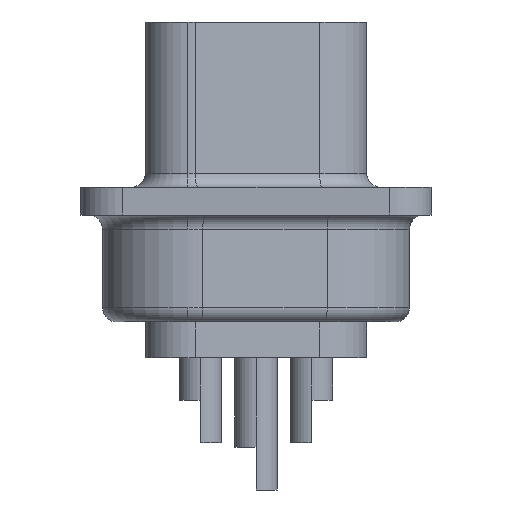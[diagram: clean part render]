
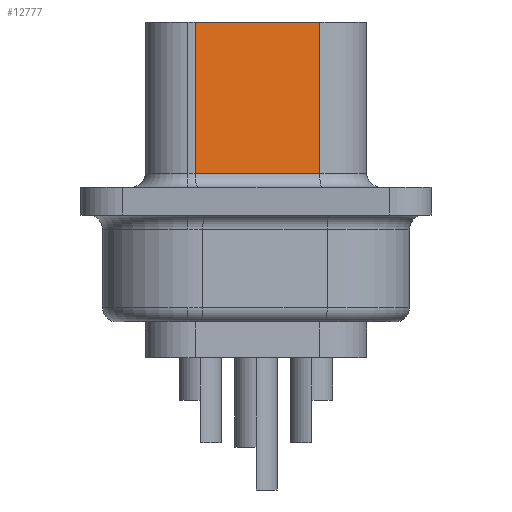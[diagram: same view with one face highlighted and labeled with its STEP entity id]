
A CAD part, left-side view. The second image highlights one B-rep face of the part: STEP entity #12777.
In plain terms, the highlighted planar face has unit normal (-0.985, -0.174, 0).
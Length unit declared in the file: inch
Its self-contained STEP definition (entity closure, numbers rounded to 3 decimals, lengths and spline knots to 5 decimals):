
#2405 = VERTEX_POINT ( 'NONE', #19889 ) ;
#2410 = VERTEX_POINT ( 'NONE', #19874 ) ;
#2412 = EDGE_CURVE ( 'NONE', #2405, #2410, #19873, .T. ) ;
#12507 = EDGE_CURVE ( 'NONE', #2405, #12508, #22110, .T. ) ;
#12508 = VERTEX_POINT ( 'NONE', #22106 ) ;
#12777 = ADVANCED_FACE ( 'NONE', ( #22849 ), #22844, .F. ) ;
#12778 = EDGE_LOOP ( 'NONE', ( #12781, #12782, #12785, #12787 ) ) ;
#12781 = ORIENTED_EDGE ( 'NONE', *, *, #2412, .T. ) ;
#12782 = ORIENTED_EDGE ( 'NONE', *, *, #12783, .T. ) ;
#12783 = EDGE_CURVE ( 'NONE', #2410, #12784, #22838, .T. ) ;
#12784 = VERTEX_POINT ( 'NONE', #22833 ) ;
#12785 = ORIENTED_EDGE ( 'NONE', *, *, #12786, .F. ) ;
#12786 = EDGE_CURVE ( 'NONE', #12508, #12784, #22832, .T. ) ;
#12787 = ORIENTED_EDGE ( 'NONE', *, *, #12507, .F. ) ;
#19870 = DIRECTION ( 'NONE',  ( 0., 0., -1. ) ) ;
#19871 = VECTOR ( 'NONE', #19870, 39.37008 ) ;
#19872 = CARTESIAN_POINT ( 'NONE',  ( -1.08, 0.08508, 0.2515 ) ) ;
#19873 = LINE ( 'NONE', #19872, #19871 ) ;
#19874 = CARTESIAN_POINT ( 'NONE',  ( -1.08, 0.08508, 0.0395 ) ) ;
#19889 = CARTESIAN_POINT ( 'NONE',  ( -1.08, 0.08508, 0.2515 ) ) ;
#22106 = CARTESIAN_POINT ( 'NONE',  ( -1.04924, -0.08939, 0.2515 ) ) ;
#22107 = DIRECTION ( 'NONE',  ( 0.174, -0.985, 0. ) ) ;
#22108 = VECTOR ( 'NONE', #22107, 39.37008 ) ;
#22109 = CARTESIAN_POINT ( 'NONE',  ( -1.08, 0.08508, 0.2515 ) ) ;
#22110 = LINE ( 'NONE', #22109, #22108 ) ;
#22829 = DIRECTION ( 'NONE',  ( 0., 0., -1. ) ) ;
#22830 = VECTOR ( 'NONE', #22829, 39.37008 ) ;
#22831 = CARTESIAN_POINT ( 'NONE',  ( -1.04924, -0.08939, 0.2515 ) ) ;
#22832 = LINE ( 'NONE', #22831, #22830 ) ;
#22833 = CARTESIAN_POINT ( 'NONE',  ( -1.04924, -0.08939, 0.0395 ) ) ;
#22835 = DIRECTION ( 'NONE',  ( 0.174, -0.985, 0. ) ) ;
#22836 = VECTOR ( 'NONE', #22835, 39.37008 ) ;
#22837 = CARTESIAN_POINT ( 'NONE',  ( -1.04924, -0.08939, 0.0395 ) ) ;
#22838 = LINE ( 'NONE', #22837, #22836 ) ;
#22840 = DIRECTION ( 'NONE',  ( -0.174, 0.985, 0. ) ) ;
#22841 = DIRECTION ( 'NONE',  ( 0.985, 0.174, 0. ) ) ;
#22842 = CARTESIAN_POINT ( 'NONE',  ( -1.08, 0.08508, 0.2515 ) ) ;
#22843 = AXIS2_PLACEMENT_3D ( 'NONE', #22842, #22841, #22840 ) ;
#22844 = PLANE ( 'NONE',  #22843 ) ;
#22849 = FACE_OUTER_BOUND ( 'NONE', #12778, .T. ) ;
